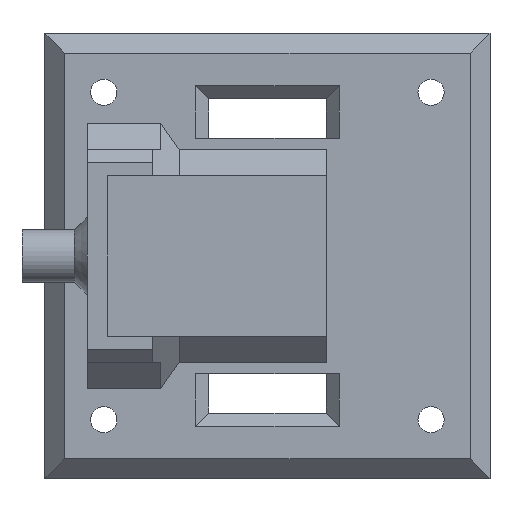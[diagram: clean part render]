
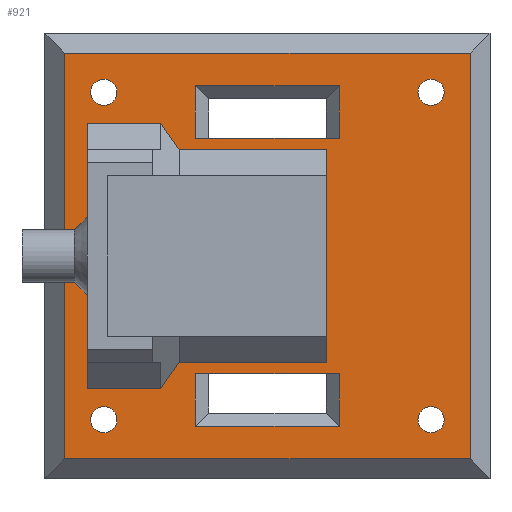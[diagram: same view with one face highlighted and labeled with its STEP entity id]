
A CAD part, front view. The second image highlights one B-rep face of the part: STEP entity #921.
In plain terms, the highlighted planar face has unit normal (0, -1, 0).
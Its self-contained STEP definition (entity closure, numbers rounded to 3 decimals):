
#21=CIRCLE('',#976,1.);
#22=CIRCLE('',#977,1.);
#23=CIRCLE('',#978,1.);
#24=CIRCLE('',#979,1.);
#34=FACE_BOUND('',#125,.T.);
#35=FACE_BOUND('',#126,.T.);
#36=FACE_BOUND('',#127,.T.);
#37=FACE_BOUND('',#128,.T.);
#38=FACE_BOUND('',#129,.T.);
#39=FACE_BOUND('',#130,.T.);
#40=FACE_BOUND('',#131,.T.);
#41=FACE_BOUND('',#132,.T.);
#125=EDGE_LOOP('',(#692,#693,#694,#695));
#126=EDGE_LOOP('',(#696,#697,#698,#699));
#127=EDGE_LOOP('',(#700,#701,#702,#703,#704,#705,#706,#707));
#128=EDGE_LOOP('',(#708,#709,#710,#711));
#129=EDGE_LOOP('',(#712));
#130=EDGE_LOOP('',(#713));
#131=EDGE_LOOP('',(#714));
#132=EDGE_LOOP('',(#715));
#187=LINE('',#1280,#298);
#190=LINE('',#1286,#301);
#193=LINE('',#1292,#304);
#195=LINE('',#1295,#306);
#204=LINE('',#1314,#315);
#206=LINE('',#1319,#317);
#210=LINE('',#1326,#321);
#220=LINE('',#1344,#331);
#226=LINE('',#1358,#337);
#231=LINE('',#1368,#342);
#233=LINE('',#1372,#344);
#234=LINE('',#1374,#345);
#235=LINE('',#1376,#346);
#236=LINE('',#1378,#347);
#237=LINE('',#1380,#348);
#238=LINE('',#1381,#349);
#239=LINE('',#1384,#350);
#240=LINE('',#1386,#351);
#241=LINE('',#1388,#352);
#242=LINE('',#1389,#353);
#298=VECTOR('',#1034,11.);
#301=VECTOR('',#1039,4.);
#304=VECTOR('',#1044,11.);
#306=VECTOR('',#1048,4.);
#315=VECTOR('',#1065,4.);
#317=VECTOR('',#1069,4.);
#321=VECTOR('',#1075,11.);
#331=VECTOR('',#1093,11.);
#337=VECTOR('',#1101,2.449);
#342=VECTOR('',#1110,11.25);
#344=VECTOR('',#1114,5.586);
#345=VECTOR('',#1115,20.25);
#346=VECTOR('',#1116,5.586);
#347=VECTOR('',#1117,2.449);
#348=VECTOR('',#1118,11.25);
#349=VECTOR('',#1119,16.25);
#350=VECTOR('',#1120,31.);
#351=VECTOR('',#1121,31.);
#352=VECTOR('',#1122,31.);
#353=VECTOR('',#1123,31.);
#408=VERTEX_POINT('',#1277);
#409=VERTEX_POINT('',#1279);
#411=VERTEX_POINT('',#1285);
#413=VERTEX_POINT('',#1291);
#418=VERTEX_POINT('',#1311);
#419=VERTEX_POINT('',#1313);
#420=VERTEX_POINT('',#1317);
#421=VERTEX_POINT('',#1318);
#433=VERTEX_POINT('',#1355);
#434=VERTEX_POINT('',#1357);
#437=VERTEX_POINT('',#1367);
#438=VERTEX_POINT('',#1371);
#439=VERTEX_POINT('',#1373);
#440=VERTEX_POINT('',#1375);
#441=VERTEX_POINT('',#1377);
#442=VERTEX_POINT('',#1379);
#443=VERTEX_POINT('',#1382);
#444=VERTEX_POINT('',#1383);
#445=VERTEX_POINT('',#1385);
#446=VERTEX_POINT('',#1387);
#447=VERTEX_POINT('',#1390);
#448=VERTEX_POINT('',#1392);
#449=VERTEX_POINT('',#1394);
#450=VERTEX_POINT('',#1396);
#494=EDGE_CURVE('',#408,#409,#187,.T.);
#497=EDGE_CURVE('',#409,#411,#190,.T.);
#500=EDGE_CURVE('',#411,#413,#193,.T.);
#502=EDGE_CURVE('',#413,#408,#195,.T.);
#511=EDGE_CURVE('',#418,#419,#204,.T.);
#513=EDGE_CURVE('',#420,#421,#206,.T.);
#517=EDGE_CURVE('',#419,#420,#210,.T.);
#527=EDGE_CURVE('',#421,#418,#220,.T.);
#533=EDGE_CURVE('',#434,#433,#226,.T.);
#538=EDGE_CURVE('',#434,#437,#231,.T.);
#540=EDGE_CURVE('',#433,#438,#233,.T.);
#541=EDGE_CURVE('',#438,#439,#234,.T.);
#542=EDGE_CURVE('',#439,#440,#235,.T.);
#543=EDGE_CURVE('',#440,#441,#236,.T.);
#544=EDGE_CURVE('',#442,#441,#237,.T.);
#545=EDGE_CURVE('',#442,#437,#238,.T.);
#546=EDGE_CURVE('',#443,#444,#239,.T.);
#547=EDGE_CURVE('',#445,#443,#240,.T.);
#548=EDGE_CURVE('',#446,#445,#241,.T.);
#549=EDGE_CURVE('',#444,#446,#242,.T.);
#550=EDGE_CURVE('',#447,#447,#21,.T.);
#551=EDGE_CURVE('',#448,#448,#22,.T.);
#552=EDGE_CURVE('',#449,#449,#23,.T.);
#553=EDGE_CURVE('',#450,#450,#24,.T.);
#692=ORIENTED_EDGE('',*,*,#494,.F.);
#693=ORIENTED_EDGE('',*,*,#502,.F.);
#694=ORIENTED_EDGE('',*,*,#500,.F.);
#695=ORIENTED_EDGE('',*,*,#497,.F.);
#696=ORIENTED_EDGE('',*,*,#527,.F.);
#697=ORIENTED_EDGE('',*,*,#513,.F.);
#698=ORIENTED_EDGE('',*,*,#517,.F.);
#699=ORIENTED_EDGE('',*,*,#511,.F.);
#700=ORIENTED_EDGE('',*,*,#533,.T.);
#701=ORIENTED_EDGE('',*,*,#540,.T.);
#702=ORIENTED_EDGE('',*,*,#541,.T.);
#703=ORIENTED_EDGE('',*,*,#542,.T.);
#704=ORIENTED_EDGE('',*,*,#543,.T.);
#705=ORIENTED_EDGE('',*,*,#544,.F.);
#706=ORIENTED_EDGE('',*,*,#545,.T.);
#707=ORIENTED_EDGE('',*,*,#538,.F.);
#708=ORIENTED_EDGE('',*,*,#546,.F.);
#709=ORIENTED_EDGE('',*,*,#547,.F.);
#710=ORIENTED_EDGE('',*,*,#548,.F.);
#711=ORIENTED_EDGE('',*,*,#549,.F.);
#712=ORIENTED_EDGE('',*,*,#550,.T.);
#713=ORIENTED_EDGE('',*,*,#551,.T.);
#714=ORIENTED_EDGE('',*,*,#552,.T.);
#715=ORIENTED_EDGE('',*,*,#553,.T.);
#877=PLANE('',#975);
#921=ADVANCED_FACE('',(#34,#35,#36,#37,#38,#39,#40,#41),#877,.F.);
#975=AXIS2_PLACEMENT_3D('',#1370,#1112,#1113);
#976=AXIS2_PLACEMENT_3D('',#1391,#1124,#1125);
#977=AXIS2_PLACEMENT_3D('',#1393,#1126,#1127);
#978=AXIS2_PLACEMENT_3D('',#1395,#1128,#1129);
#979=AXIS2_PLACEMENT_3D('',#1397,#1130,#1131);
#1034=DIRECTION('',(-1.,0.,0.));
#1039=DIRECTION('',(0.,0.,-1.));
#1044=DIRECTION('',(1.,0.,0.));
#1048=DIRECTION('',(0.,0.,1.));
#1065=DIRECTION('',(0.,0.,1.));
#1069=DIRECTION('',(0.,0.,-1.));
#1075=DIRECTION('',(-1.,0.,0.));
#1093=DIRECTION('',(1.,0.,0.));
#1101=DIRECTION('',(-0.577,0.,-0.816));
#1110=DIRECTION('',(1.,0.,0.));
#1112=DIRECTION('center_axis',(0.,1.,0.));
#1113=DIRECTION('ref_axis',(0.,0.,1.));
#1114=DIRECTION('',(-1.,0.,0.));
#1115=DIRECTION('',(0.,0.,1.));
#1116=DIRECTION('',(1.,0.,0.));
#1117=DIRECTION('',(0.577,0.,-0.816));
#1118=DIRECTION('',(-1.,0.,0.));
#1119=DIRECTION('',(0.,0.,-1.));
#1120=DIRECTION('',(-1.,0.,0.));
#1121=DIRECTION('',(0.,0.,-1.));
#1122=DIRECTION('',(1.,0.,0.));
#1123=DIRECTION('',(0.,0.,1.));
#1124=DIRECTION('center_axis',(0.,1.,0.));
#1125=DIRECTION('ref_axis',(-1.,0.,0.));
#1126=DIRECTION('center_axis',(0.,1.,0.));
#1127=DIRECTION('ref_axis',(-1.,0.,0.));
#1128=DIRECTION('center_axis',(0.,1.,0.));
#1129=DIRECTION('ref_axis',(-1.,0.,0.));
#1130=DIRECTION('center_axis',(0.,1.,0.));
#1131=DIRECTION('ref_axis',(-1.,0.,0.));
#1277=CARTESIAN_POINT('',(1.,27.5,-2.875));
#1279=CARTESIAN_POINT('',(-10.,27.5,-2.875));
#1280=CARTESIAN_POINT('',(-6.75,27.5,-2.875));
#1285=CARTESIAN_POINT('',(-10.,27.5,-6.875));
#1286=CARTESIAN_POINT('',(-10.,27.5,0.125));
#1291=CARTESIAN_POINT('',(1.,27.5,-6.875));
#1292=CARTESIAN_POINT('',(-2.25,27.5,-6.875));
#1295=CARTESIAN_POINT('',(1.,27.5,1.625));
#1311=CARTESIAN_POINT('',(1.,27.5,15.125));
#1313=CARTESIAN_POINT('',(1.,27.5,19.125));
#1314=CARTESIAN_POINT('',(1.,27.5,12.125));
#1317=CARTESIAN_POINT('',(-10.,27.5,19.125));
#1318=CARTESIAN_POINT('',(-10.,27.5,15.125));
#1319=CARTESIAN_POINT('',(-10.,27.5,10.625));
#1326=CARTESIAN_POINT('',(-6.75,27.5,19.125));
#1344=CARTESIAN_POINT('',(-2.25,27.5,15.125));
#1355=CARTESIAN_POINT('',(-12.664,27.5,-4.));
#1357=CARTESIAN_POINT('',(-11.25,27.5,-2.));
#1358=CARTESIAN_POINT('',(-8.308,27.5,2.161));
#1367=CARTESIAN_POINT('',(0.,27.5,-2.));
#1368=CARTESIAN_POINT('',(-6.813,27.5,-2.));
#1370=CARTESIAN_POINT('Origin',(-4.5,27.5,6.125));
#1371=CARTESIAN_POINT('',(-18.25,27.5,-4.));
#1372=CARTESIAN_POINT('',(-6.688,27.5,-4.));
#1373=CARTESIAN_POINT('',(-18.25,27.5,16.25));
#1374=CARTESIAN_POINT('',(-18.25,27.5,3.063));
#1375=CARTESIAN_POINT('',(-12.664,27.5,16.25));
#1376=CARTESIAN_POINT('',(-7.938,27.5,16.25));
#1377=CARTESIAN_POINT('',(-11.25,27.5,14.25));
#1378=CARTESIAN_POINT('',(-8.425,27.5,10.255));
#1379=CARTESIAN_POINT('',(0.,27.5,14.25));
#1380=CARTESIAN_POINT('',(-6.813,27.5,14.25));
#1381=CARTESIAN_POINT('',(0.,27.5,3.063));
#1382=CARTESIAN_POINT('',(11.,27.5,-9.375));
#1383=CARTESIAN_POINT('',(-20.,27.5,-9.375));
#1384=CARTESIAN_POINT('',(-13.,27.5,-9.375));
#1385=CARTESIAN_POINT('',(11.,27.5,21.625));
#1386=CARTESIAN_POINT('',(11.,27.5,-2.375));
#1387=CARTESIAN_POINT('',(-20.,27.5,21.625));
#1388=CARTESIAN_POINT('',(4.,27.5,21.625));
#1389=CARTESIAN_POINT('',(-20.,27.5,14.625));
#1390=CARTESIAN_POINT('',(-16.,27.5,18.625));
#1391=CARTESIAN_POINT('Origin',(-17.,27.5,18.625));
#1392=CARTESIAN_POINT('',(9.,27.5,18.625));
#1393=CARTESIAN_POINT('Origin',(8.,27.5,18.625));
#1394=CARTESIAN_POINT('',(9.,27.5,-6.375));
#1395=CARTESIAN_POINT('Origin',(8.,27.5,-6.375));
#1396=CARTESIAN_POINT('',(-16.,27.5,-6.375));
#1397=CARTESIAN_POINT('Origin',(-17.,27.5,-6.375));
